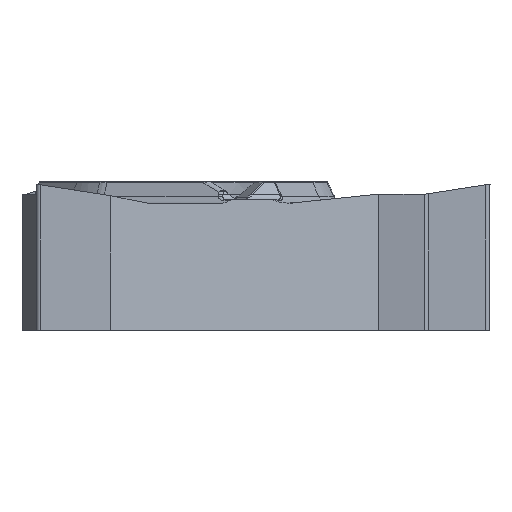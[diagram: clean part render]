
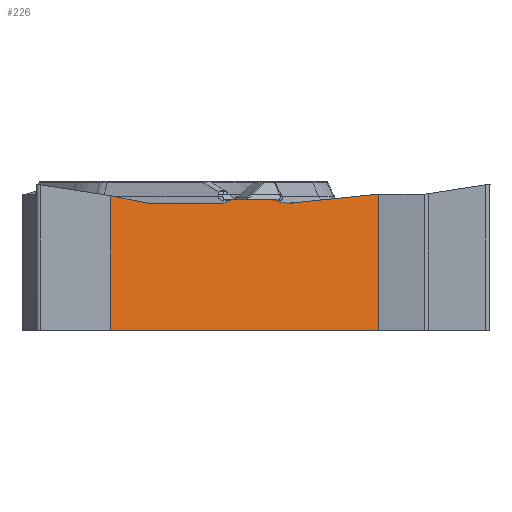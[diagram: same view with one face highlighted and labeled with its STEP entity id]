
A CAD part, front view. The second image highlights one B-rep face of the part: STEP entity #226.
In plain terms, the highlighted planar face has unit normal (0.5, -0.866, 0).
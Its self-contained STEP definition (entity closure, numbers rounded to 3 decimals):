
#226=ADVANCED_FACE('',(#474),#433,.F.);
#433=PLANE('',#3350);
#474=FACE_OUTER_BOUND('',#675,.T.);
#675=EDGE_LOOP('',(#1079,#1080,#1081,#1082,#1083,#1084,#1085,#1086,#1087,
#1088,#1089,#1090,#1091,#1092));
#888=CIRCLE('',#3349,0.32);
#1016=ELLIPSE('',#3345,0.64,0.32);
#1017=ELLIPSE('',#3346,0.3,0.15);
#1018=ELLIPSE('',#3347,0.177,0.15);
#1019=ELLIPSE('',#3348,0.377,0.32);
#1079=ORIENTED_EDGE('',*,*,#2342,.T.);
#1080=ORIENTED_EDGE('',*,*,#2343,.F.);
#1081=ORIENTED_EDGE('',*,*,#2344,.F.);
#1082=ORIENTED_EDGE('',*,*,#2345,.T.);
#1083=ORIENTED_EDGE('',*,*,#2346,.T.);
#1084=ORIENTED_EDGE('',*,*,#2347,.F.);
#1085=ORIENTED_EDGE('',*,*,#2348,.F.);
#1086=ORIENTED_EDGE('',*,*,#2349,.F.);
#1087=ORIENTED_EDGE('',*,*,#2350,.F.);
#1088=ORIENTED_EDGE('',*,*,#2351,.T.);
#1089=ORIENTED_EDGE('',*,*,#2352,.T.);
#1090=ORIENTED_EDGE('',*,*,#2353,.T.);
#1091=ORIENTED_EDGE('',*,*,#2354,.F.);
#1092=ORIENTED_EDGE('',*,*,#2355,.F.);
#2055=VERTEX_POINT('',#4683);
#2056=VERTEX_POINT('',#4684);
#2057=VERTEX_POINT('',#4686);
#2058=VERTEX_POINT('',#4688);
#2059=VERTEX_POINT('',#4690);
#2060=VERTEX_POINT('',#4692);
#2061=VERTEX_POINT('',#4700);
#2062=VERTEX_POINT('',#4702);
#2063=VERTEX_POINT('',#4704);
#2064=VERTEX_POINT('',#4706);
#2065=VERTEX_POINT('',#4708);
#2066=VERTEX_POINT('',#4710);
#2067=VERTEX_POINT('',#4712);
#2068=VERTEX_POINT('',#4714);
#2342=EDGE_CURVE('',#2055,#2056,#2830,.T.);
#2343=EDGE_CURVE('',#2057,#2056,#2831,.T.);
#2344=EDGE_CURVE('',#2058,#2057,#2832,.T.);
#2345=EDGE_CURVE('',#2058,#2059,#1016,.T.);
#2346=EDGE_CURVE('',#2059,#2060,#2833,.T.);
#2347=EDGE_CURVE('',#2061,#2060,#3198,.T.);
#2348=EDGE_CURVE('',#2062,#2061,#1017,.T.);
#2349=EDGE_CURVE('',#2063,#2062,#2834,.T.);
#2350=EDGE_CURVE('',#2064,#2063,#1018,.T.);
#2351=EDGE_CURVE('',#2064,#2065,#1019,.T.);
#2352=EDGE_CURVE('',#2065,#2066,#2835,.T.);
#2353=EDGE_CURVE('',#2066,#2067,#888,.T.);
#2354=EDGE_CURVE('',#2068,#2067,#2836,.T.);
#2355=EDGE_CURVE('',#2055,#2068,#2837,.T.);
#2830=LINE('',#4682,#3007);
#2831=LINE('',#4685,#3008);
#2832=LINE('',#4687,#3009);
#2833=LINE('',#4691,#3010);
#2834=LINE('',#4703,#3011);
#2835=LINE('',#4709,#3012);
#2836=LINE('',#4713,#3013);
#2837=LINE('',#4715,#3014);
#3007=VECTOR('',#3662,1.);
#3008=VECTOR('',#3663,1.);
#3009=VECTOR('',#3664,1.);
#3010=VECTOR('',#3667,1.);
#3011=VECTOR('',#3670,1.);
#3012=VECTOR('',#3675,1.);
#3013=VECTOR('',#3678,1.);
#3014=VECTOR('',#3679,1.);
#3198=B_SPLINE_CURVE_WITH_KNOTS('',3,(#4693,#4694,#4695,#4696,#4697,#4698,
#4699),.UNSPECIFIED.,.F.,.F.,(4,3,4),(0.,0.503,1.),
 .UNSPECIFIED.);
#3345=AXIS2_PLACEMENT_3D('',#4689,#3665,#3666);
#3346=AXIS2_PLACEMENT_3D('',#4701,#3668,#3669);
#3347=AXIS2_PLACEMENT_3D('',#4705,#3671,#3672);
#3348=AXIS2_PLACEMENT_3D('',#4707,#3673,#3674);
#3349=AXIS2_PLACEMENT_3D('',#4711,#3676,#3677);
#3350=AXIS2_PLACEMENT_3D('',#4716,#3680,#3681);
#3662=DIRECTION('',(0.866,0.5,0.));
#3663=DIRECTION('',(0.,0.,-1.));
#3664=DIRECTION('',(0.863,0.498,0.088));
#3665=DIRECTION('',(-0.5,0.866,0.));
#3666=DIRECTION('',(0.866,0.5,0.));
#3667=DIRECTION('',(-0.866,-0.5,0.));
#3668=DIRECTION('',(-0.5,0.866,0.));
#3669=DIRECTION('',(-0.866,-0.5,0.));
#3670=DIRECTION('',(0.866,0.5,0.));
#3671=DIRECTION('',(-0.5,0.866,0.));
#3672=DIRECTION('',(0.866,0.5,0.));
#3673=DIRECTION('',(-0.5,0.866,0.));
#3674=DIRECTION('',(0.866,0.5,0.));
#3675=DIRECTION('',(-0.866,-0.5,0.));
#3676=DIRECTION('',(-0.5,0.866,0.));
#3677=DIRECTION('',(0.,0.,-1.));
#3678=DIRECTION('',(0.853,0.492,-0.174));
#3679=DIRECTION('',(0.,0.,1.));
#3680=DIRECTION('',(-0.5,0.866,0.));
#3681=DIRECTION('',(0.,0.,-1.));
#4682=CARTESIAN_POINT('',(-0.367,-5.711,-3.97));
#4683=CARTESIAN_POINT('',(-2.323,-6.841,-3.97));
#4684=CARTESIAN_POINT('',(5.065,-2.575,-3.97));
#4685=CARTESIAN_POINT('',(5.065,-2.575,0.));
#4686=CARTESIAN_POINT('',(5.065,-2.575,-0.216));
#4687=CARTESIAN_POINT('',(-0.308,-5.677,-0.763));
#4688=CARTESIAN_POINT('',(2.718,-3.93,-0.455));
#4689=CARTESIAN_POINT('',(2.622,-3.986,-0.14));
#4690=CARTESIAN_POINT('',(2.622,-3.986,-0.46));
#4691=CARTESIAN_POINT('',(-0.367,-5.711,-0.46));
#4692=CARTESIAN_POINT('',(2.541,-4.032,-0.46));
#4693=CARTESIAN_POINT('',(2.225,-4.215,-0.4));
#4694=CARTESIAN_POINT('',(2.275,-4.186,-0.421));
#4695=CARTESIAN_POINT('',(2.328,-4.155,-0.436));
#4696=CARTESIAN_POINT('',(2.381,-4.124,-0.446));
#4697=CARTESIAN_POINT('',(2.434,-4.094,-0.455));
#4698=CARTESIAN_POINT('',(2.487,-4.063,-0.46));
#4699=CARTESIAN_POINT('',(2.541,-4.032,-0.46));
#4700=CARTESIAN_POINT('',(2.225,-4.215,-0.4));
#4701=CARTESIAN_POINT('',(2.07,-4.304,-0.52));
#4702=CARTESIAN_POINT('',(2.07,-4.304,-0.37));
#4703=CARTESIAN_POINT('',(5.129,-2.538,-0.37));
#4704=CARTESIAN_POINT('',(1.04,-4.899,-0.37));
#4705=CARTESIAN_POINT('',(1.04,-4.899,-0.52));
#4706=CARTESIAN_POINT('',(0.95,-4.951,-0.399));
#4707=CARTESIAN_POINT('',(0.757,-5.062,-0.14));
#4708=CARTESIAN_POINT('',(0.757,-5.062,-0.46));
#4709=CARTESIAN_POINT('',(5.129,-2.538,-0.46));
#4710=CARTESIAN_POINT('',(-1.311,-6.256,-0.46));
#4711=CARTESIAN_POINT('',(-1.311,-6.256,-0.14));
#4712=CARTESIAN_POINT('',(-1.359,-6.284,-0.455));
#4713=CARTESIAN_POINT('',(4.866,-2.69,-1.723));
#4714=CARTESIAN_POINT('',(-2.323,-6.841,-0.259));
#4715=CARTESIAN_POINT('',(-2.323,-6.841,0.));
#4716=CARTESIAN_POINT('',(-0.367,-5.711,0.));
